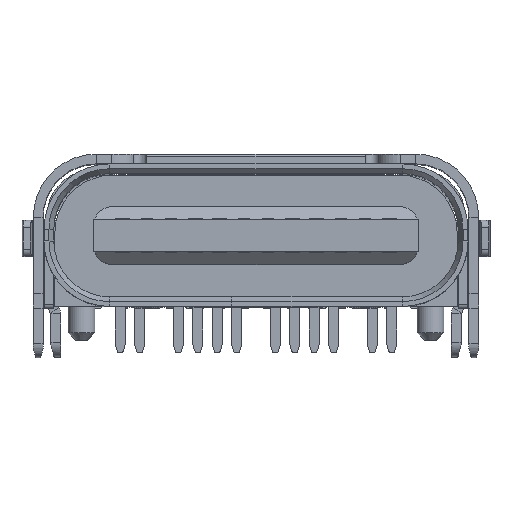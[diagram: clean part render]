
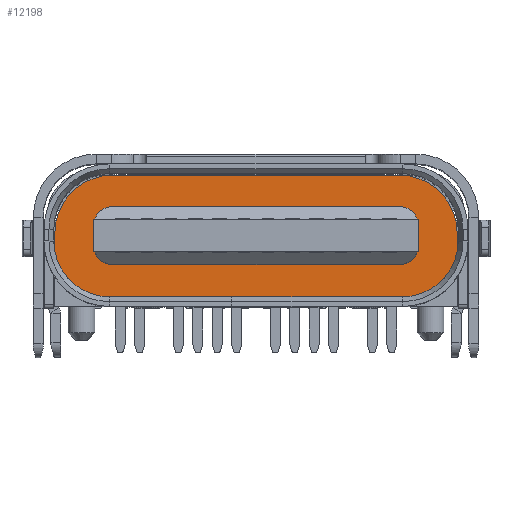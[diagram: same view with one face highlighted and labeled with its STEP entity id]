
A CAD part, top view. The second image highlights one B-rep face of the part: STEP entity #12198.
In plain terms, the highlighted planar face has unit normal (0, 0, 1).
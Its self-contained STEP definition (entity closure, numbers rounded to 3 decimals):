
#439=DIRECTION('',(1.,0.,0.));
#440=VECTOR('',#439,5.9);
#441=CARTESIAN_POINT('',(-2.95,2.75,0.));
#442=LINE('4727',#441,#440);
#443=CARTESIAN_POINT('',(2.95,1.55,0.));
#444=DIRECTION('',(0.,0.,-1.));
#445=DIRECTION('',(0.,1.,0.));
#446=AXIS2_PLACEMENT_3D('',#443,#444,#445);
#448=DIRECTION('',(0.,-1.,0.));
#449=VECTOR('',#448,0.384);
#450=CARTESIAN_POINT('',(4.15,1.55,0.));
#451=LINE('4729',#450,#449);
#452=CARTESIAN_POINT('',(3.02,1.38,0.));
#453=DIRECTION('',(0.,0.,-1.));
#454=DIRECTION('',(0.983,-0.186,0.));
#455=AXIS2_PLACEMENT_3D('',#452,#453,#454);
#457=DIRECTION('',(-1.,0.,0.));
#458=VECTOR('',#457,0.278);
#459=CARTESIAN_POINT('',(1.641,0.05,0.));
#460=LINE('4558',#459,#458);
#461=DIRECTION('',(-1.,0.,0.));
#462=VECTOR('',#461,0.278);
#463=CARTESIAN_POINT('',(-1.363,0.05,0.));
#464=LINE('4547',#463,#462);
#465=CARTESIAN_POINT('',(-3.02,1.38,0.));
#466=DIRECTION('',(0.,0.,-1.));
#467=DIRECTION('',(0.,-1.,0.));
#468=AXIS2_PLACEMENT_3D('',#465,#466,#467);
#470=DIRECTION('',(0.,1.,0.));
#471=VECTOR('',#470,0.384);
#472=CARTESIAN_POINT('',(-4.15,1.166,0.));
#473=LINE('4740',#472,#471);
#474=CARTESIAN_POINT('',(-2.95,1.55,0.));
#475=DIRECTION('',(0.,0.,-1.));
#476=DIRECTION('',(-1.,0.,0.));
#477=AXIS2_PLACEMENT_3D('',#474,#475,#476);
#479=DIRECTION('',(-1.,0.,0.));
#480=VECTOR('',#479,5.9);
#481=CARTESIAN_POINT('',(2.95,2.1,0.));
#482=LINE('4742',#481,#480);
#483=CARTESIAN_POINT('',(-2.95,1.7,0.));
#484=DIRECTION('',(0.,0.,1.));
#485=DIRECTION('',(0.,1.,0.));
#486=AXIS2_PLACEMENT_3D('',#483,#484,#485);
#488=CARTESIAN_POINT('',(-2.95,1.3,0.));
#489=DIRECTION('',(0.,0.,1.));
#490=DIRECTION('',(-1.,0.,0.));
#491=AXIS2_PLACEMENT_3D('',#488,#489,#490);
#493=CARTESIAN_POINT('',(-2.99,1.05,0.));
#494=DIRECTION('',(0.,0.,1.));
#495=DIRECTION('',(-0.409,-0.913,0.));
#496=AXIS2_PLACEMENT_3D('',#493,#494,#495);
#498=DIRECTION('',(1.,0.,0.));
#499=VECTOR('',#498,5.98);
#500=CARTESIAN_POINT('',(-2.99,0.9,0.));
#501=LINE('4747',#500,#499);
#502=CARTESIAN_POINT('',(2.99,1.05,0.));
#503=DIRECTION('',(0.,0.,1.));
#504=DIRECTION('',(0.,-1.,0.));
#505=AXIS2_PLACEMENT_3D('',#502,#503,#504);
#507=CARTESIAN_POINT('',(2.95,1.3,0.));
#508=DIRECTION('',(0.,0.,1.));
#509=DIRECTION('',(0.254,-0.967,0.));
#510=AXIS2_PLACEMENT_3D('',#507,#508,#509);
#512=CARTESIAN_POINT('',(2.95,1.7,0.));
#513=DIRECTION('',(0.,0.,1.));
#514=DIRECTION('',(1.,0.,0.));
#515=AXIS2_PLACEMENT_3D('',#512,#513,#514);
#605=DIRECTION('',(1.,0.,0.));
#606=VECTOR('',#605,1.863);
#607=CARTESIAN_POINT('',(-1.363,0.23,0.));
#608=LINE('4735',#607,#606);
#671=DIRECTION('',(1.,0.,0.));
#672=VECTOR('',#671,1.379);
#673=CARTESIAN_POINT('',(-3.02,0.23,0.));
#674=LINE('4738',#673,#672);
#763=DIRECTION('',(1.,0.,0.));
#764=VECTOR('',#763,0.863);
#765=CARTESIAN_POINT('',(0.5,0.23,0.));
#766=LINE('4734',#765,#764);
#777=DIRECTION('',(1.,0.,0.));
#778=VECTOR('',#777,1.379);
#779=CARTESIAN_POINT('',(1.641,0.23,0.));
#780=LINE('4731',#779,#778);
#1125=DIRECTION('',(0.,1.,0.));
#1126=VECTOR('',#1125,0.18);
#1127=CARTESIAN_POINT('',(-1.363,0.05,0.));
#1128=LINE('4736',#1127,#1126);
#1129=DIRECTION('',(0.,-1.,0.));
#1130=VECTOR('',#1129,0.18);
#1131=CARTESIAN_POINT('',(-1.641,0.23,0.));
#1132=LINE('4737',#1131,#1130);
#2374=DIRECTION('',(0.,1.,0.));
#2375=VECTOR('',#2374,0.18);
#2376=CARTESIAN_POINT('',(1.641,0.05,0.));
#2377=LINE('4732',#2376,#2375);
#2390=DIRECTION('',(0.,-1.,0.));
#2391=VECTOR('',#2390,0.18);
#2392=CARTESIAN_POINT('',(1.363,0.23,0.));
#2393=LINE('4733',#2392,#2391);
#8460=DIRECTION('',(0.,-1.,0.));
#8461=VECTOR('',#8460,0.4);
#8462=CARTESIAN_POINT('',(3.35,1.7,0.));
#8463=LINE('4750',#8462,#8461);
#8464=DIRECTION('',(0.,1.,0.));
#8465=VECTOR('',#8464,0.4);
#8466=CARTESIAN_POINT('',(-3.35,1.3,0.));
#8467=LINE('4744',#8466,#8465);
#8986=CARTESIAN_POINT('',(-1.363,0.05,0.));
#8987=CARTESIAN_POINT('',(-1.641,0.05,0.));
#8988=VERTEX_POINT('',#8986);
#8989=VERTEX_POINT('',#8987);
#9008=CARTESIAN_POINT('',(1.363,0.05,0.));
#9009=VERTEX_POINT('',#9008);
#9010=CARTESIAN_POINT('',(1.641,0.05,0.));
#9011=VERTEX_POINT('',#9010);
#9324=CARTESIAN_POINT('',(-2.95,2.75,0.));
#9325=CARTESIAN_POINT('',(2.95,2.75,0.));
#9326=VERTEX_POINT('',#9324);
#9327=VERTEX_POINT('',#9325);
#9328=CARTESIAN_POINT('',(4.15,1.55,0.));
#9329=VERTEX_POINT('',#9328);
#9330=CARTESIAN_POINT('',(4.15,1.166,0.));
#9331=VERTEX_POINT('',#9330);
#9332=CARTESIAN_POINT('',(3.02,0.23,0.));
#9333=VERTEX_POINT('',#9332);
#9334=CARTESIAN_POINT('',(1.641,0.23,0.));
#9335=VERTEX_POINT('',#9334);
#9336=CARTESIAN_POINT('',(1.363,0.23,0.));
#9337=VERTEX_POINT('',#9336);
#9338=CARTESIAN_POINT('',(0.5,0.23,0.));
#9339=VERTEX_POINT('',#9338);
#9340=CARTESIAN_POINT('',(-1.363,0.23,0.));
#9341=VERTEX_POINT('',#9340);
#9342=CARTESIAN_POINT('',(-1.641,0.23,0.));
#9343=VERTEX_POINT('',#9342);
#9344=CARTESIAN_POINT('',(-3.02,0.23,0.));
#9345=VERTEX_POINT('',#9344);
#9346=CARTESIAN_POINT('',(-4.15,1.166,0.));
#9347=VERTEX_POINT('',#9346);
#9348=CARTESIAN_POINT('',(-4.15,1.55,0.));
#9349=VERTEX_POINT('',#9348);
#9350=CARTESIAN_POINT('',(2.95,2.1,0.));
#9351=CARTESIAN_POINT('',(-2.95,2.1,0.));
#9352=VERTEX_POINT('',#9350);
#9353=VERTEX_POINT('',#9351);
#9354=CARTESIAN_POINT('',(-3.35,1.7,0.));
#9355=VERTEX_POINT('',#9354);
#9356=CARTESIAN_POINT('',(-3.35,1.3,0.));
#9357=VERTEX_POINT('',#9356);
#9358=CARTESIAN_POINT('',(-3.051,0.913,0.));
#9359=VERTEX_POINT('',#9358);
#9360=CARTESIAN_POINT('',(-2.99,0.9,0.));
#9361=VERTEX_POINT('',#9360);
#9362=CARTESIAN_POINT('',(2.99,0.9,0.));
#9363=VERTEX_POINT('',#9362);
#9364=CARTESIAN_POINT('',(3.051,0.913,0.));
#9365=VERTEX_POINT('',#9364);
#9366=CARTESIAN_POINT('',(3.35,1.3,0.));
#9367=VERTEX_POINT('',#9366);
#9368=CARTESIAN_POINT('',(3.35,1.7,0.));
#9369=VERTEX_POINT('',#9368);
#12136=CARTESIAN_POINT('',(0.,2.425,0.));
#12137=DIRECTION('',(0.,0.,1.));
#12138=DIRECTION('',(0.,-1.,0.));
#12139=AXIS2_PLACEMENT_3D('',#12136,#12137,#12138);
#12140=PLANE('3592',#12139);
#12142=ORIENTED_EDGE('4727',*,*,#12141,.T.);
#12144=ORIENTED_EDGE('4728',*,*,#12143,.T.);
#12146=ORIENTED_EDGE('4729',*,*,#12145,.T.);
#12148=ORIENTED_EDGE('4730',*,*,#12147,.T.);
#12150=ORIENTED_EDGE('4731',*,*,#12149,.F.);
#12152=ORIENTED_EDGE('4732',*,*,#12151,.F.);
#12154=ORIENTED_EDGE('4558',*,*,#12153,.T.);
#12156=ORIENTED_EDGE('4733',*,*,#12155,.F.);
#12158=ORIENTED_EDGE('4734',*,*,#12157,.F.);
#12160=ORIENTED_EDGE('4735',*,*,#12159,.F.);
#12162=ORIENTED_EDGE('4736',*,*,#12161,.F.);
#12164=ORIENTED_EDGE('4547',*,*,#12163,.T.);
#12166=ORIENTED_EDGE('4737',*,*,#12165,.F.);
#12168=ORIENTED_EDGE('4738',*,*,#12167,.F.);
#12170=ORIENTED_EDGE('4739',*,*,#12169,.T.);
#12172=ORIENTED_EDGE('4740',*,*,#12171,.T.);
#12174=ORIENTED_EDGE('4741',*,*,#12173,.T.);
#12175=EDGE_LOOP('3592',(#12142,#12144,#12146,#12148,#12150,#12152,#12154,
#12156,#12158,#12160,#12162,#12164,#12166,#12168,#12170,#12172,#12174));
#12176=FACE_OUTER_BOUND('3592',#12175,.F.);
#12177=ORIENTED_EDGE('4742',*,*,#12126,.T.);
#12179=ORIENTED_EDGE('4743',*,*,#12178,.T.);
#12181=ORIENTED_EDGE('4744',*,*,#12180,.F.);
#12183=ORIENTED_EDGE('4745',*,*,#12182,.T.);
#12185=ORIENTED_EDGE('4746',*,*,#12184,.T.);
#12187=ORIENTED_EDGE('4747',*,*,#12186,.T.);
#12189=ORIENTED_EDGE('4748',*,*,#12188,.T.);
#12191=ORIENTED_EDGE('4749',*,*,#12190,.T.);
#12193=ORIENTED_EDGE('4750',*,*,#12192,.F.);
#12195=ORIENTED_EDGE('4751',*,*,#12194,.T.);
#12196=EDGE_LOOP('3592',(#12177,#12179,#12181,#12183,#12185,#12187,#12189,
#12191,#12193,#12195));
#12197=FACE_BOUND('3592',#12196,.F.);
#447=CIRCLE('4728',#446,1.2);
#456=CIRCLE('4730',#455,1.15);
#469=CIRCLE('4739',#468,1.15);
#478=CIRCLE('4741',#477,1.2);
#487=CIRCLE('4743',#486,0.4);
#492=CIRCLE('4745',#491,0.4);
#497=CIRCLE('4746',#496,0.15);
#506=CIRCLE('4748',#505,0.15);
#511=CIRCLE('4749',#510,0.4);
#516=CIRCLE('4751',#515,0.4);
#12126=EDGE_CURVE('4742',#9352,#9353,#482,.T.);
#12141=EDGE_CURVE('4727',#9326,#9327,#442,.T.);
#12143=EDGE_CURVE('4728',#9327,#9329,#447,.T.);
#12145=EDGE_CURVE('4729',#9329,#9331,#451,.T.);
#12147=EDGE_CURVE('4730',#9331,#9333,#456,.T.);
#12149=EDGE_CURVE('4731',#9335,#9333,#780,.T.);
#12151=EDGE_CURVE('4732',#9011,#9335,#2377,.T.);
#12153=EDGE_CURVE('4558',#9011,#9009,#460,.T.);
#12155=EDGE_CURVE('4733',#9337,#9009,#2393,.T.);
#12157=EDGE_CURVE('4734',#9339,#9337,#766,.T.);
#12159=EDGE_CURVE('4735',#9341,#9339,#608,.T.);
#12161=EDGE_CURVE('4736',#8988,#9341,#1128,.T.);
#12163=EDGE_CURVE('4547',#8988,#8989,#464,.T.);
#12165=EDGE_CURVE('4737',#9343,#8989,#1132,.T.);
#12167=EDGE_CURVE('4738',#9345,#9343,#674,.T.);
#12169=EDGE_CURVE('4739',#9345,#9347,#469,.T.);
#12171=EDGE_CURVE('4740',#9347,#9349,#473,.T.);
#12173=EDGE_CURVE('4741',#9349,#9326,#478,.T.);
#12178=EDGE_CURVE('4743',#9353,#9355,#487,.T.);
#12180=EDGE_CURVE('4744',#9357,#9355,#8467,.T.);
#12182=EDGE_CURVE('4745',#9357,#9359,#492,.T.);
#12184=EDGE_CURVE('4746',#9359,#9361,#497,.T.);
#12186=EDGE_CURVE('4747',#9361,#9363,#501,.T.);
#12188=EDGE_CURVE('4748',#9363,#9365,#506,.T.);
#12190=EDGE_CURVE('4749',#9365,#9367,#511,.T.);
#12192=EDGE_CURVE('4750',#9369,#9367,#8463,.T.);
#12194=EDGE_CURVE('4751',#9369,#9352,#516,.T.);
#12198=ADVANCED_FACE('3592',(#12176,#12197),#12140,.T.);
